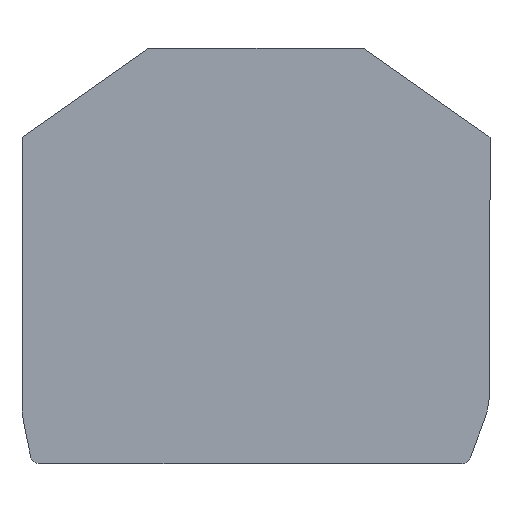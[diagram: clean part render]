
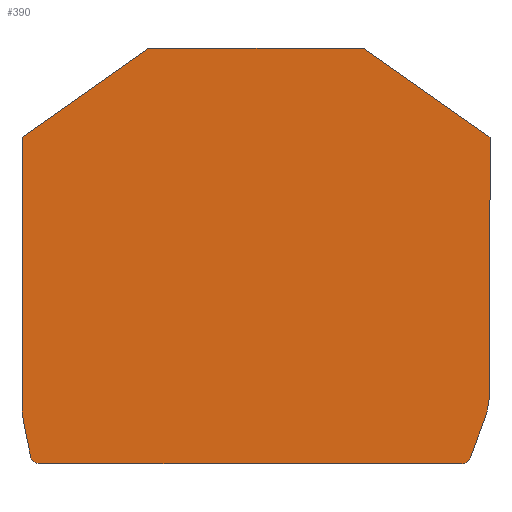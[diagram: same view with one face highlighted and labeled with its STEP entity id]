
A CAD part, top view. The second image highlights one B-rep face of the part: STEP entity #390.
In plain terms, the highlighted planar face has unit normal (0, 0, 1).
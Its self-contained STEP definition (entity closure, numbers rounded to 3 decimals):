
#2 = DIRECTION ( 'NONE',  ( -0.819, -0.574, 0. ) ) ;
#7 = ORIENTED_EDGE ( 'NONE', *, *, #235, .T. ) ;
#26 = ORIENTED_EDGE ( 'NONE', *, *, #151, .T. ) ;
#34 = DIRECTION ( 'NONE',  ( 0.199, -0.98, 0. ) ) ;
#43 = DIRECTION ( 'NONE',  ( 0., -1., 0. ) ) ;
#59 = CARTESIAN_POINT ( 'NONE',  ( 22.631, 2.424, 1.2 ) ) ;
#71 = VERTEX_POINT ( 'NONE', #122 ) ;
#78 = DIRECTION ( 'NONE',  ( -1., 0., 0. ) ) ;
#79 = DIRECTION ( 'NONE',  ( 0., 0., -1. ) ) ;
#90 = VERTEX_POINT ( 'NONE', #354 ) ;
#97 = CARTESIAN_POINT ( 'NONE',  ( 22.631, 2.424, 1.2 ) ) ;
#111 = AXIS2_PLACEMENT_3D ( 'NONE', #346, #338, #336 ) ;
#122 = CARTESIAN_POINT ( 'NONE',  ( 24.075, 6.313, 1.2 ) ) ;
#130 = AXIS2_PLACEMENT_3D ( 'NONE', #255, #455, #453 ) ;
#132 = FACE_OUTER_BOUND ( 'NONE', #332, .T. ) ;
#133 = AXIS2_PLACEMENT_3D ( 'NONE', #143, #79, #78 ) ;
#138 = AXIS2_PLACEMENT_3D ( 'NONE', #260, #259, #258 ) ;
#143 = CARTESIAN_POINT ( 'NONE',  ( 21.693, 2.772, 1.2 ) ) ;
#144 = AXIS2_PLACEMENT_3D ( 'NONE', #306, #303, #305 ) ;
#147 = CARTESIAN_POINT ( 'NONE',  ( 24.7, 36.239, 1.2 ) ) ;
#148 = EDGE_CURVE ( 'NONE', #380, #431, #197, .T. ) ;
#150 = VECTOR ( 'NONE', #422, 1000. ) ;
#151 = EDGE_CURVE ( 'NONE', #380, #388, #209, .T. ) ;
#152 = VECTOR ( 'NONE', #427, 1000. ) ;
#154 = ORIENTED_EDGE ( 'NONE', *, *, #148, .F. ) ;
#156 = VECTOR ( 'NONE', #2, 1000. ) ;
#157 = LINE ( 'NONE', #426, #152 ) ;
#160 = LINE ( 'NONE', #432, #156 ) ;
#162 = EDGE_CURVE ( 'NONE', #463, #388, #189, .T. ) ;
#164 = EDGE_CURVE ( 'NONE', #463, #440, #187, .T. ) ;
#168 = EDGE_CURVE ( 'NONE', #472, #440, #185, .T. ) ;
#169 = VECTOR ( 'NONE', #444, 1000. ) ;
#171 = EDGE_CURVE ( 'NONE', #472, #71, #183, .T. ) ;
#173 = VECTOR ( 'NONE', #43, 1000. ) ;
#174 = LINE ( 'NONE', #450, #169 ) ;
#175 = LINE ( 'NONE', #243, #173 ) ;
#177 = VECTOR ( 'NONE', #254, 1000. ) ;
#179 = CIRCLE ( 'NONE', #130, 10. ) ;
#182 = VECTOR ( 'NONE', #214, 1000. ) ;
#183 = LINE ( 'NONE', #59, #177 ) ;
#184 = CARTESIAN_POINT ( 'NONE',  ( -22.822, 1.772, 1.2 ) ) ;
#185 = CIRCLE ( 'NONE', #133, 1. ) ;
#187 = LINE ( 'NONE', #261, #182 ) ;
#189 = CIRCLE ( 'NONE', #138, 1. ) ;
#190 = VECTOR ( 'NONE', #34, 1000. ) ;
#195 = EDGE_CURVE ( 'NONE', #391, #71, #179, .T. ) ;
#197 = CIRCLE ( 'NONE', #144, 10. ) ;
#199 = EDGE_CURVE ( 'NONE', #420, #431, #175, .T. ) ;
#202 = EDGE_CURVE ( 'NONE', #391, #465, #174, .T. ) ;
#207 = CARTESIAN_POINT ( 'NONE',  ( -11.301, 45.621, 1.2 ) ) ;
#209 = LINE ( 'NONE', #315, #190 ) ;
#213 = ORIENTED_EDGE ( 'NONE', *, *, #199, .T. ) ;
#214 = DIRECTION ( 'NONE',  ( 1., 0., 0. ) ) ;
#215 = ORIENTED_EDGE ( 'NONE', *, *, #226, .T. ) ;
#217 = ORIENTED_EDGE ( 'NONE', *, *, #162, .F. ) ;
#218 = ORIENTED_EDGE ( 'NONE', *, *, #164, .T. ) ;
#225 = ORIENTED_EDGE ( 'NONE', *, *, #168, .F. ) ;
#226 = EDGE_CURVE ( 'NONE', #461, #420, #160, .T. ) ;
#229 = ORIENTED_EDGE ( 'NONE', *, *, #171, .T. ) ;
#230 = ORIENTED_EDGE ( 'NONE', *, *, #195, .F. ) ;
#233 = ORIENTED_EDGE ( 'NONE', *, *, #202, .T. ) ;
#235 = EDGE_CURVE ( 'NONE', #465, #90, #157, .T. ) ;
#240 = LINE ( 'NONE', #423, #150 ) ;
#242 = EDGE_CURVE ( 'NONE', #90, #461, #240, .T. ) ;
#243 = CARTESIAN_POINT ( 'NONE',  ( -24.7, 36.239, 1.2 ) ) ;
#244 = ORIENTED_EDGE ( 'NONE', *, *, #242, .T. ) ;
#249 = CARTESIAN_POINT ( 'NONE',  ( 21.693, 1.772, 1.2 ) ) ;
#254 = DIRECTION ( 'NONE',  ( 0.348, 0.937, 0. ) ) ;
#255 = CARTESIAN_POINT ( 'NONE',  ( 14.7, 9.794, 1.2 ) ) ;
#258 = DIRECTION ( 'NONE',  ( -1., 0., 0. ) ) ;
#259 = DIRECTION ( 'NONE',  ( 0., 0., -1. ) ) ;
#260 = CARTESIAN_POINT ( 'NONE',  ( -22.822, 2.772, 1.2 ) ) ;
#261 = CARTESIAN_POINT ( 'NONE',  ( -22.822, 1.772, 1.2 ) ) ;
#266 = CARTESIAN_POINT ( 'NONE',  ( -24.7, 8.002, 1.2 ) ) ;
#268 = CARTESIAN_POINT ( 'NONE',  ( -24.7, 36.239, 1.2 ) ) ;
#303 = DIRECTION ( 'NONE',  ( 0., 0., -1. ) ) ;
#305 = DIRECTION ( 'NONE',  ( -1., 0., 0. ) ) ;
#306 = CARTESIAN_POINT ( 'NONE',  ( -14.7, 8.002, 1.2 ) ) ;
#315 = CARTESIAN_POINT ( 'NONE',  ( -24.5, 6.014, 1.2 ) ) ;
#332 = EDGE_LOOP ( 'NONE', ( #215, #213, #154, #26, #217, #218, #225, #229, #230, #233, #7, #244 ) ) ;
#336 = DIRECTION ( 'NONE',  ( 1., 0., 0. ) ) ;
#338 = DIRECTION ( 'NONE',  ( 0., 0., 1. ) ) ;
#340 = PLANE ( 'NONE',  #111 ) ;
#342 = CARTESIAN_POINT ( 'NONE',  ( 24.7, 9.794, 1.2 ) ) ;
#346 = CARTESIAN_POINT ( 'NONE',  ( -14.7, 8.002, 1.2 ) ) ;
#349 = CARTESIAN_POINT ( 'NONE',  ( -23.803, 2.574, 1.2 ) ) ;
#354 = CARTESIAN_POINT ( 'NONE',  ( 11.301, 45.621, 1.2 ) ) ;
#367 = CARTESIAN_POINT ( 'NONE',  ( -24.5, 6.014, 1.2 ) ) ;
#380 = VERTEX_POINT ( 'NONE', #367 ) ;
#388 = VERTEX_POINT ( 'NONE', #349 ) ;
#390 = ADVANCED_FACE ( 'NONE', ( #132 ), #340, .T. ) ;
#391 = VERTEX_POINT ( 'NONE', #342 ) ;
#420 = VERTEX_POINT ( 'NONE', #268 ) ;
#422 = DIRECTION ( 'NONE',  ( -1., 0., 0. ) ) ;
#423 = CARTESIAN_POINT ( 'NONE',  ( 11.301, 45.621, 1.2 ) ) ;
#426 = CARTESIAN_POINT ( 'NONE',  ( 11.301, 45.621, 1.2 ) ) ;
#427 = DIRECTION ( 'NONE',  ( -0.819, 0.574, 0. ) ) ;
#431 = VERTEX_POINT ( 'NONE', #266 ) ;
#432 = CARTESIAN_POINT ( 'NONE',  ( -24.7, 36.239, 1.2 ) ) ;
#440 = VERTEX_POINT ( 'NONE', #249 ) ;
#444 = DIRECTION ( 'NONE',  ( 0., 1., 0. ) ) ;
#450 = CARTESIAN_POINT ( 'NONE',  ( 24.7, 9.794, 1.2 ) ) ;
#453 = DIRECTION ( 'NONE',  ( -1., 0., 0. ) ) ;
#455 = DIRECTION ( 'NONE',  ( 0., 0., -1. ) ) ;
#461 = VERTEX_POINT ( 'NONE', #207 ) ;
#463 = VERTEX_POINT ( 'NONE', #184 ) ;
#465 = VERTEX_POINT ( 'NONE', #147 ) ;
#472 = VERTEX_POINT ( 'NONE', #97 ) ;
